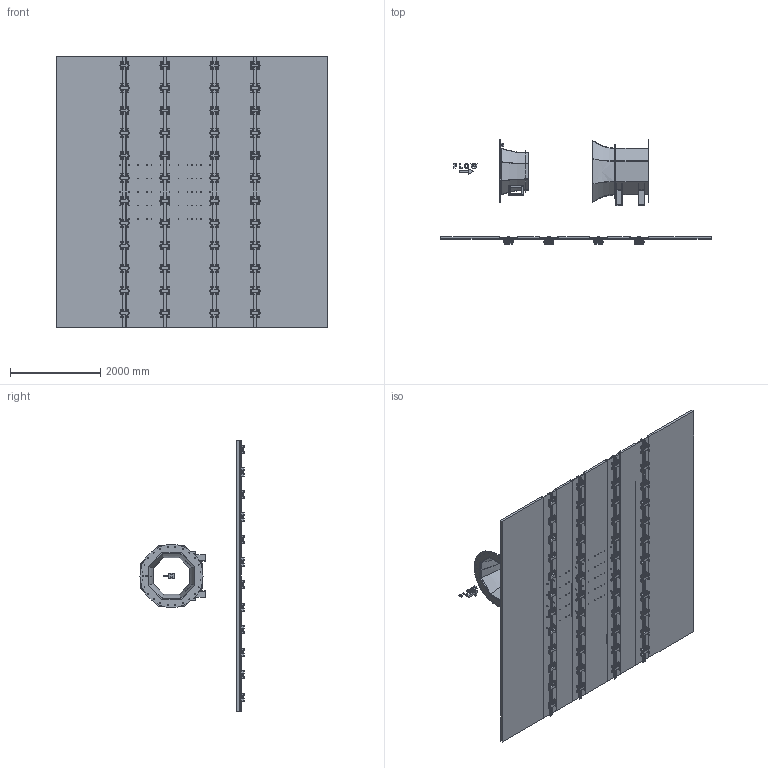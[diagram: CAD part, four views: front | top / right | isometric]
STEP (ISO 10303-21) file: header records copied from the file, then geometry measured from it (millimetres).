
FILE_DESCRIPTION(/* description */ (''),/* implementation_level */ '2;1');
FILE_NAME(/* name */ '20150327_26LTWT_open_wo_Plinth_新アンカー位置rev2.stp',/* time_stamp */ '2015-06-03T19:00:48+09:00',/* author */ ('okuizumi'),/* organization */ (''),/* preprocessor_version */ 'ST-DEVELOPER v15.6',/* originating_system */ 'Autodesk Inventor 2015',/* authorisation */ '');
FILE_SCHEMA (('AUTOMOTIVE_DESIGN { 1 0 10303 214 3 1 1 }'));
Length unit declared in the file: metre
Products named in the file (97): Ｒ375738-03-02; Ｒ375738-03-03; Ｒ375738-03-04; Ｒ375738-03-004; L50X5X980-01; L50X5X230-03; L50X5X230-04; L50X5X340-01; L50X5X340-02; L50X5X980-02; L50X5XDIST-01; L50X5XDIST-01_1; ﾐﾗｰL50X5XDIST-01; ﾐﾗｰL50X5XDIST-01_1; M10; L50X5XDIST-04(Default_ﾏｼﾝ加工); L50X5XDIST-04(Default_ﾏｼﾝ加工)_1; L50X5XDIST-04(Default_ﾏｼﾝ加工)_MI
R; L50X5XDIST-04(Default_ﾏｼﾝ加工)_1_
MIR; R375738-03-05; 測定部（L）; C-04; C-01; C-03; C-19; C-19_1; C-002; 測定部（R); Rail-01; V40x40x5x6000; S126x60x28; S140x50x19; S50x30x16; S50x30x16-01; M10x1.0 x 35; R375738-03-09; V75x75x9x55; R375738-03-09_1; R375738-03-09_2; R375738-03-09_3 ...
Bounding box: 6000 x 2308.71 x 6000 mm (x, y, z)
Volume: 1697051472.7 mm3; surface area: 119925351.3 mm2
Topology: 658 solids, 658 shells, 7745 faces, 17564 edges, 11232 vertices
Faces by surface type: plane 5191, cylinder 1459, cone 947, torus 96, bspline 52
Full cylindrical faces by diameter (mm): 8.5 x10, 9 x96, 10 x106, 10.106 x65, 11 x201, 16 x96, 17.3 x65, 18 x65, 19 x48, 35 x1, 950 x1, 1200 x1, 1400 x2
Entity records: 32844 total; most frequent: CARTESIAN_POINT 9346, DIRECTION 4884, ORIENTED_EDGE 3330, AXIS2_PLACEMENT_3D 1899, EDGE_CURVE 1665, VERTEX_POINT 1179, EDGE_LOOP 1124, LINE 1086
